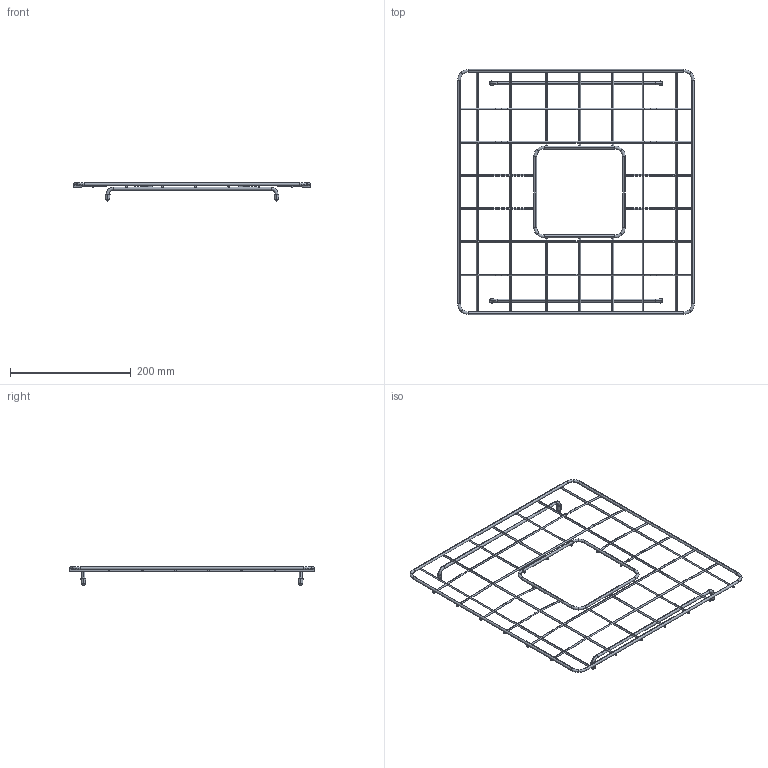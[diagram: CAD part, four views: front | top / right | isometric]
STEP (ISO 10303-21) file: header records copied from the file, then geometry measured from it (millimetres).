
FILE_DESCRIPTION((''),'2;1');
FILE_NAME('2300-2007_ASM','2021-10-13T',('timv'),(''),'CREO PARAMETRIC BY PTC INC, 2015080','CREO PARAMETRIC BY PTC INC, 2015080','');
FILE_SCHEMA(('CONFIG_CONTROL_DESIGN'));
Length unit declared in the file: millimetre
Products named in the file (21): CAN13C08971A4U9_2; CAN13C08971A4U9_3; CAN13C08971A4U9_6; CAN13C08971A4U9_7; CAN13C08971A4U9_8; CAN13C08971A4U9_9; CAN13C08971A4U9_10; CAN13C08971A4U9_11; CAN13C08971A4U9_15; CAN13C08971A4U9_16; CAN13C08971A4U9_18; CAN13C08971A4U9_19; CAN13C08971A4U9_20; CAN13C08971A4U9_21; CAN13C08971A4U9_22; CAN13C08971A4U9_23; CAN13C08971A4U9_24; CAN13C08971A4U9_ASM; GL-280; GLF-100; 2300-2007_ASM
Assembly tree (27 placements, depth 3):
  2300-2007_ASM
    CAN13C08971A4U9_ASM
      CAN13C08971A4U9_2
      CAN13C08971A4U9_3
      CAN13C08971A4U9_6
      CAN13C08971A4U9_7
      CAN13C08971A4U9_8  x4
      CAN13C08971A4U9_9
      CAN13C08971A4U9_10
      CAN13C08971A4U9_11
      CAN13C08971A4U9_15
      CAN13C08971A4U9_16
      CAN13C08971A4U9_18
      CAN13C08971A4U9_19
      CAN13C08971A4U9_20
      CAN13C08971A4U9_21
      CAN13C08971A4U9_22
      CAN13C08971A4U9_23
      CAN13C08971A4U9_24
    GL-280  x2
    GLF-100  x4
Bounding box: 392.62 x 406 x 30.8 mm (x, y, z)
Volume: 83368 mm3; surface area: 86080.6 mm2
Topology: 26 solids, 26 shells, 272 faces, 544 edges, 316 vertices
Faces by surface type: torus 104, cylinder 88, plane 48, cone 24, sphere 8
Entity records: 6449 total; most frequent: DIRECTION 1342, CARTESIAN_POINT 1091, ORIENTED_EDGE 884, AXIS2_PLACEMENT_3D 630, EDGE_CURVE 442, CIRCLE 344, VERTEX_POINT 259, EDGE_LOOP 219
